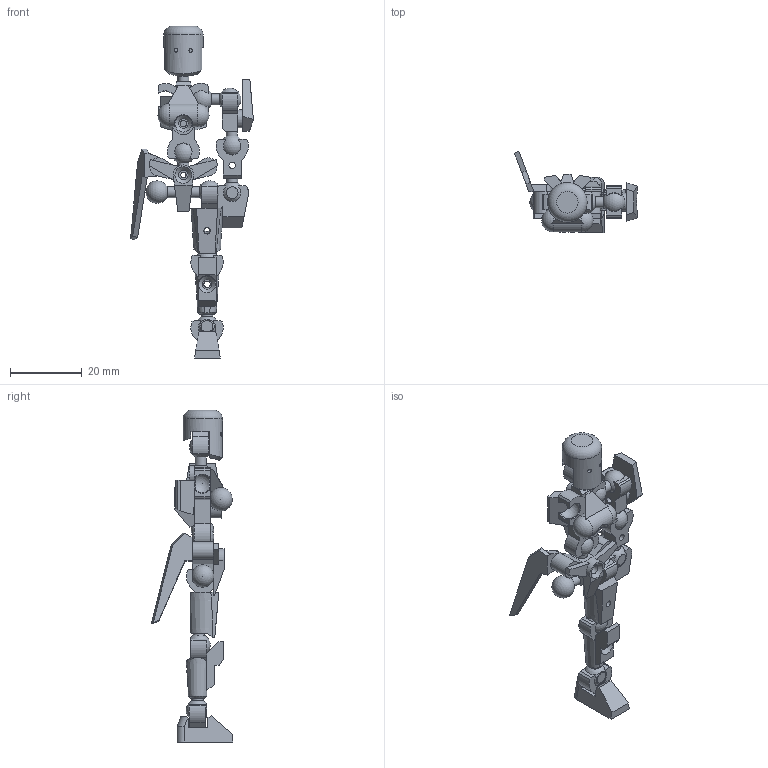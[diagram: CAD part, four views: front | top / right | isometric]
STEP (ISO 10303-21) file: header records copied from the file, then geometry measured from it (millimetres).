
FILE_DESCRIPTION(/* description */ (''),/* implementation_level */ '2;1');
FILE_NAME(/* name */ 'MINI_BJ.step',/* time_stamp */ '2024-08-12T22:49:47+09:00',/* author */ (''),/* organization */ (''),/* preprocessor_version */ 'ST-DEVELOPER v20',/* originating_system */ 'Autodesk Translation Framework v13.14.0.145',/* authorisation */ '');
FILE_SCHEMA (('AUTOMOTIVE_DESIGN { 1 0 10303 214 3 1 1 }'));
Length unit declared in the file: millimetre
Products named in the file (5): JointMini; LegL; head; ArnL; Body
Assembly tree (4 placements, depth 2):
  JointMini
    LegL
    head
    ArnL
    Body
Bounding box: 34.19 x 22.68 x 92.45 mm (x, y, z)
Volume: 7347.4 mm3; surface area: 8560.6 mm2
Topology: 19 solids, 19 shells, 436 faces, 1178 edges, 776 vertices
Faces by surface type: plane 240, cylinder 71, cone 61, bspline 41, sphere 22, torus 1
Full cylindrical faces by diameter (mm): 1 x2, 1.5 x1, 1.8 x8, 2.7 x6, 3 x3, 3.092 x9, 3.2 x3, 5 x3, 11 x1
Entity records: 15349 total; most frequent: CARTESIAN_POINT 4513, ORIENTED_EDGE 2312, DIRECTION 2074, EDGE_CURVE 1156, VERTEX_POINT 776, AXIS2_PLACEMENT_3D 735, LINE 604, VECTOR 604
